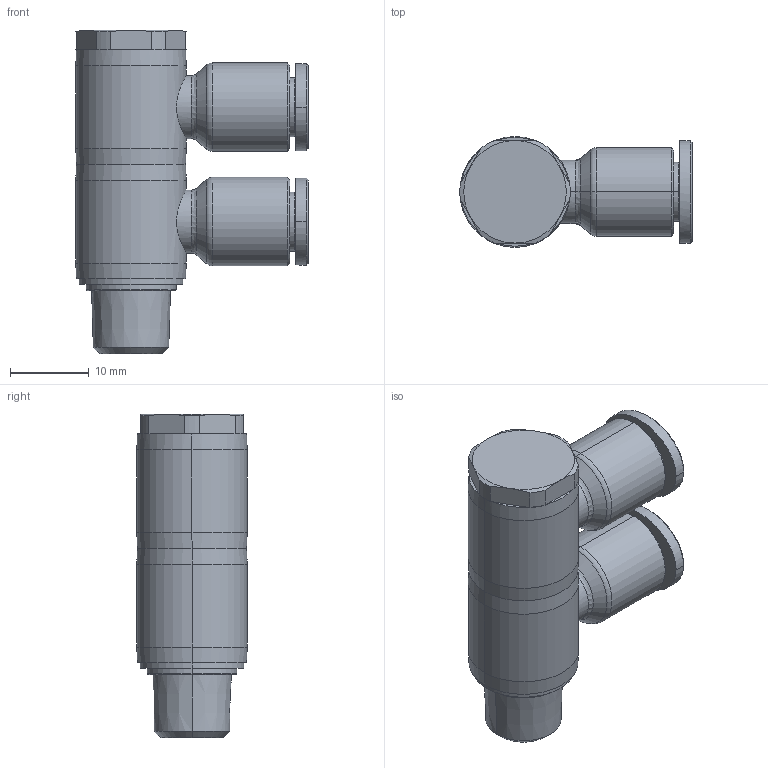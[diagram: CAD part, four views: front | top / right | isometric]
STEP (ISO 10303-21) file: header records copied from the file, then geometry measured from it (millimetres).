
FILE_DESCRIPTION((''),'2;1');
FILE_NAME('GPH_0601(2)(3D).stp','2012-12-20T16:20:52',(''),(''),'Mechanical Desktop.R8.0.24.0','Mechanical Desktop.R8.0.24.0',', , ');
FILE_SCHEMA(('CONFIG_CONTROL_DESIGN'));
Length unit declared in the file: millimetre
Products named in the file (2): GPH_0601(2)(3D); 睡ヶ1
Assembly tree (1 placements, depth 2):
  GPH_0601(2)(3D)
    睡ヶ1
Bounding box: 29.45 x 14 x 41 mm (x, y, z)
Volume: 6564.3 mm3; surface area: 4657.2 mm2
Topology: 1 solids, 1 shells, 517 faces, 1392 edges, 905 vertices
Faces by surface type: plane 359, bspline 64, cylinder 54, cone 36, torus 4
Entity records: 17957 total; most frequent: CARTESIAN_POINT 4984, ORIENTED_EDGE 2780, DIRECTION 2532, EDGE_CURVE 1390, VECTOR 1090, LINE 1090, VERTEX_POINT 905, AXIS2_PLACEMENT_3D 721
